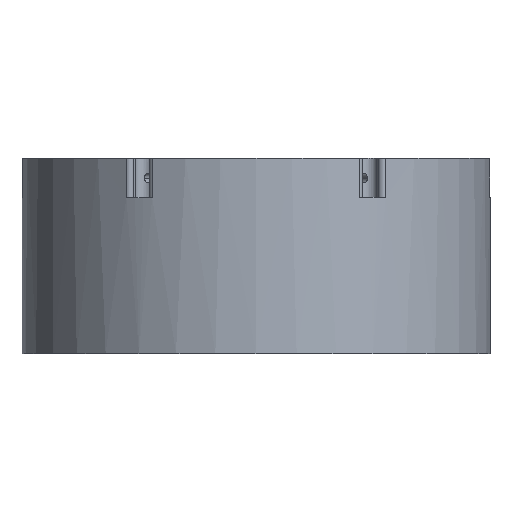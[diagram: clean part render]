
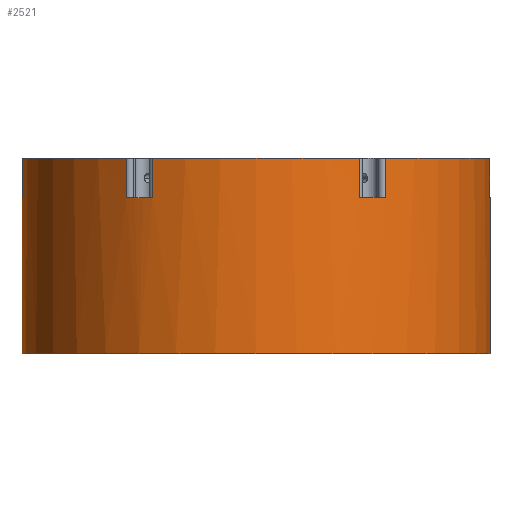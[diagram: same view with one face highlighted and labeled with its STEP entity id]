
A CAD part, front view. The second image highlights one B-rep face of the part: STEP entity #2521.
In plain terms, the highlighted cylindrical face has radius 76.2 mm (diameter 152.4 mm), a partial arc.
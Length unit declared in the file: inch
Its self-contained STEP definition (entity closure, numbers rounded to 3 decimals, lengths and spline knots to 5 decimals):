
#13 = VERTEX_POINT ( 'NONE', #130 ) ;
#23 = VERTEX_POINT ( 'NONE', #1382 ) ;
#56 = ORIENTED_EDGE ( 'NONE', *, *, #428, .T. ) ;
#72 = DIRECTION ( 'NONE',  ( -1., 0., 0. ) ) ;
#85 = CARTESIAN_POINT ( 'NONE',  ( 1.66278, -2.49703, -1.815 ) ) ;
#130 = CARTESIAN_POINT ( 'NONE',  ( -1.33111, -2.68852, 0. ) ) ;
#166 = VERTEX_POINT ( 'NONE', #1949 ) ;
#238 = CARTESIAN_POINT ( 'NONE',  ( 0., 0., -0.5 ) ) ;
#258 = EDGE_CURVE ( 'NONE', #2347, #4529, #5021, .T. ) ;
#277 = VERTEX_POINT ( 'NONE', #2539 ) ;
#317 = EDGE_CURVE ( 'NONE', #277, #2347, #3757, .T. ) ;
#355 = DIRECTION ( 'NONE',  ( 0., 0., -1. ) ) ;
#403 = CARTESIAN_POINT ( 'NONE',  ( 0., 0., -0.5 ) ) ;
#428 = EDGE_CURVE ( 'NONE', #4465, #3177, #3086, .T. ) ;
#514 = ORIENTED_EDGE ( 'NONE', *, *, #5408, .T. ) ;
#526 = DIRECTION ( 'NONE',  ( 0., 0., -1. ) ) ;
#689 = ORIENTED_EDGE ( 'NONE', *, *, #819, .T. ) ;
#774 = EDGE_CURVE ( 'NONE', #3177, #13, #5109, .T. ) ;
#819 = EDGE_CURVE ( 'NONE', #1295, #3946, #1807, .T. ) ;
#842 = DIRECTION ( 'NONE',  ( 0., 0., -1. ) ) ;
#918 = ORIENTED_EDGE ( 'NONE', *, *, #1900, .F. ) ;
#957 = CARTESIAN_POINT ( 'NONE',  ( 0., 0., -1.815 ) ) ;
#959 = CARTESIAN_POINT ( 'NONE',  ( -3., 0., -1.815 ) ) ;
#974 = DIRECTION ( 'NONE',  ( 0., 0., 1. ) ) ;
#997 = EDGE_LOOP ( 'NONE', ( #1625, #4255, #689, #514, #5190, #1537, #56, #2104, #4446, #4733, #2295, #1652, #1550, #918, #2605, #5445 ) ) ;
#1034 = DIRECTION ( 'NONE',  ( 0., 0., 1. ) ) ;
#1049 = LINE ( 'NONE', #1873, #2155 ) ;
#1094 = AXIS2_PLACEMENT_3D ( 'NONE', #403, #4710, #5080 ) ;
#1200 = DIRECTION ( 'NONE',  ( -1., 0., 0. ) ) ;
#1208 = CARTESIAN_POINT ( 'NONE',  ( 0., 0., -2.5 ) ) ;
#1260 = CARTESIAN_POINT ( 'NONE',  ( 2.99388, -0.19149, 0. ) ) ;
#1295 = VERTEX_POINT ( 'NONE', #1703 ) ;
#1337 = VERTEX_POINT ( 'NONE', #2281 ) ;
#1338 = EDGE_CURVE ( 'NONE', #4465, #23, #1851, .T. ) ;
#1366 = AXIS2_PLACEMENT_3D ( 'NONE', #1208, #842, #4613 ) ;
#1382 = CARTESIAN_POINT ( 'NONE',  ( 1.66278, -2.49703, -0.5 ) ) ;
#1439 = CARTESIAN_POINT ( 'NONE',  ( 1.33111, -2.68852, -0.5 ) ) ;
#1448 = CARTESIAN_POINT ( 'NONE',  ( -2.99388, -0.19149, -0.5 ) ) ;
#1478 = DIRECTION ( 'NONE',  ( 0., 0., -1. ) ) ;
#1537 = ORIENTED_EDGE ( 'NONE', *, *, #1338, .F. ) ;
#1550 = ORIENTED_EDGE ( 'NONE', *, *, #3316, .T. ) ;
#1618 = CARTESIAN_POINT ( 'NONE',  ( 3., 0., -2.5 ) ) ;
#1625 = ORIENTED_EDGE ( 'NONE', *, *, #317, .F. ) ;
#1652 = ORIENTED_EDGE ( 'NONE', *, *, #4804, .T. ) ;
#1674 = AXIS2_PLACEMENT_3D ( 'NONE', #3942, #1886, #72 ) ;
#1703 = CARTESIAN_POINT ( 'NONE',  ( 2.99388, -0.19149, -0.5 ) ) ;
#1718 = VECTOR ( 'NONE', #526, 39.37008 ) ;
#1807 = LINE ( 'NONE', #1834, #2875 ) ;
#1815 = LINE ( 'NONE', #959, #1718 ) ;
#1834 = CARTESIAN_POINT ( 'NONE',  ( 2.99388, -0.19149, -1.815 ) ) ;
#1851 = CIRCLE ( 'NONE', #1674, 3. ) ;
#1873 = CARTESIAN_POINT ( 'NONE',  ( -1.33111, -2.68852, -1.815 ) ) ;
#1886 = DIRECTION ( 'NONE',  ( 0., 0., 1. ) ) ;
#1900 = EDGE_CURVE ( 'NONE', #2010, #2572, #4266, .T. ) ;
#1949 = CARTESIAN_POINT ( 'NONE',  ( -1.66278, -2.49703, 0. ) ) ;
#2010 = VERTEX_POINT ( 'NONE', #4895 ) ;
#2085 = VERTEX_POINT ( 'NONE', #3352 ) ;
#2099 = DIRECTION ( 'NONE',  ( -1., 0., 0. ) ) ;
#2104 = ORIENTED_EDGE ( 'NONE', *, *, #774, .T. ) ;
#2130 = LINE ( 'NONE', #5174, #4853 ) ;
#2155 = VECTOR ( 'NONE', #3605, 39.37008 ) ;
#2196 = CARTESIAN_POINT ( 'NONE',  ( 0., 0., -0.5 ) ) ;
#2206 = DIRECTION ( 'NONE',  ( -1., 0., 0. ) ) ;
#2243 = DIRECTION ( 'NONE',  ( 0., 0., -1. ) ) ;
#2254 = CARTESIAN_POINT ( 'NONE',  ( -2.99388, -0.19149, 0. ) ) ;
#2281 = CARTESIAN_POINT ( 'NONE',  ( -1.66278, -2.49703, -0.5 ) ) ;
#2295 = ORIENTED_EDGE ( 'NONE', *, *, #3012, .T. ) ;
#2347 = VERTEX_POINT ( 'NONE', #1618 ) ;
#2348 = VECTOR ( 'NONE', #3528, 39.37008 ) ;
#2497 = DIRECTION ( 'NONE',  ( 0., 0., -1. ) ) ;
#2521 = ADVANCED_FACE ( 'NONE', ( #4858 ), #4830, .T. ) ;
#2539 = CARTESIAN_POINT ( 'NONE',  ( 3., 0., -0.5 ) ) ;
#2572 = VERTEX_POINT ( 'NONE', #1448 ) ;
#2573 = CARTESIAN_POINT ( 'NONE',  ( 3., 0., -1.815 ) ) ;
#2584 = CARTESIAN_POINT ( 'NONE',  ( 0., 0., 0. ) ) ;
#2605 = ORIENTED_EDGE ( 'NONE', *, *, #3799, .T. ) ;
#2643 = VERTEX_POINT ( 'NONE', #2254 ) ;
#2677 = DIRECTION ( 'NONE',  ( 0., 0., -1. ) ) ;
#2696 = AXIS2_PLACEMENT_3D ( 'NONE', #5283, #2677, #3934 ) ;
#2739 = CARTESIAN_POINT ( 'NONE',  ( 1.33111, -2.68852, -1.815 ) ) ;
#2875 = VECTOR ( 'NONE', #974, 39.37008 ) ;
#3012 = EDGE_CURVE ( 'NONE', #1337, #166, #3129, .T. ) ;
#3086 = LINE ( 'NONE', #2739, #4117 ) ;
#3129 = LINE ( 'NONE', #4964, #3966 ) ;
#3177 = VERTEX_POINT ( 'NONE', #3411 ) ;
#3187 = EDGE_CURVE ( 'NONE', #1295, #277, #3526, .T. ) ;
#3262 = CIRCLE ( 'NONE', #4407, 3. ) ;
#3316 = EDGE_CURVE ( 'NONE', #2643, #2572, #2130, .T. ) ;
#3333 = CARTESIAN_POINT ( 'NONE',  ( 0., 0., 0. ) ) ;
#3352 = CARTESIAN_POINT ( 'NONE',  ( 1.66278, -2.49703, 0. ) ) ;
#3411 = CARTESIAN_POINT ( 'NONE',  ( 1.33111, -2.68852, 0. ) ) ;
#3500 = EDGE_CURVE ( 'NONE', #13, #4936, #1049, .T. ) ;
#3526 = CIRCLE ( 'NONE', #1094, 3. ) ;
#3528 = DIRECTION ( 'NONE',  ( 0., 0., -1. ) ) ;
#3605 = DIRECTION ( 'NONE',  ( 0., 0., -1. ) ) ;
#3615 = AXIS2_PLACEMENT_3D ( 'NONE', #957, #1478, #2206 ) ;
#3757 = LINE ( 'NONE', #2573, #5216 ) ;
#3799 = EDGE_CURVE ( 'NONE', #2010, #4529, #1815, .T. ) ;
#3891 = CIRCLE ( 'NONE', #4598, 3. ) ;
#3920 = EDGE_CURVE ( 'NONE', #1337, #4936, #3262, .T. ) ;
#3933 = LINE ( 'NONE', #85, #2348 ) ;
#3934 = DIRECTION ( 'NONE',  ( -1., 0., 0. ) ) ;
#3942 = CARTESIAN_POINT ( 'NONE',  ( 0., 0., -0.5 ) ) ;
#3946 = VERTEX_POINT ( 'NONE', #1260 ) ;
#3966 = VECTOR ( 'NONE', #4993, 39.37008 ) ;
#3974 = AXIS2_PLACEMENT_3D ( 'NONE', #2584, #4180, #2099 ) ;
#4035 = DIRECTION ( 'NONE',  ( 0., 0., 1. ) ) ;
#4117 = VECTOR ( 'NONE', #1034, 39.37008 ) ;
#4136 = DIRECTION ( 'NONE',  ( 0., 0., 1. ) ) ;
#4180 = DIRECTION ( 'NONE',  ( 0., 0., -1. ) ) ;
#4255 = ORIENTED_EDGE ( 'NONE', *, *, #3187, .F. ) ;
#4266 = CIRCLE ( 'NONE', #4792, 3. ) ;
#4374 = CARTESIAN_POINT ( 'NONE',  ( -1.33111, -2.68852, -0.5 ) ) ;
#4405 = CARTESIAN_POINT ( 'NONE',  ( -3., 0., -2.5 ) ) ;
#4407 = AXIS2_PLACEMENT_3D ( 'NONE', #238, #4136, #5374 ) ;
#4446 = ORIENTED_EDGE ( 'NONE', *, *, #3500, .T. ) ;
#4465 = VERTEX_POINT ( 'NONE', #1439 ) ;
#4529 = VERTEX_POINT ( 'NONE', #4405 ) ;
#4536 = EDGE_CURVE ( 'NONE', #2085, #23, #3933, .T. ) ;
#4593 = CIRCLE ( 'NONE', #3974, 3. ) ;
#4598 = AXIS2_PLACEMENT_3D ( 'NONE', #3333, #2497, #1200 ) ;
#4613 = DIRECTION ( 'NONE',  ( -1., 0., 0. ) ) ;
#4710 = DIRECTION ( 'NONE',  ( 0., 0., 1. ) ) ;
#4733 = ORIENTED_EDGE ( 'NONE', *, *, #3920, .F. ) ;
#4774 = DIRECTION ( 'NONE',  ( -1., 0., 0. ) ) ;
#4792 = AXIS2_PLACEMENT_3D ( 'NONE', #2196, #4035, #4774 ) ;
#4804 = EDGE_CURVE ( 'NONE', #166, #2643, #4593, .T. ) ;
#4830 = CYLINDRICAL_SURFACE ( 'NONE', #3615, 3. ) ;
#4853 = VECTOR ( 'NONE', #2243, 39.37008 ) ;
#4858 = FACE_OUTER_BOUND ( 'NONE', #997, .T. ) ;
#4895 = CARTESIAN_POINT ( 'NONE',  ( -3., 0., -0.5 ) ) ;
#4936 = VERTEX_POINT ( 'NONE', #4374 ) ;
#4964 = CARTESIAN_POINT ( 'NONE',  ( -1.66278, -2.49703, -1.815 ) ) ;
#4993 = DIRECTION ( 'NONE',  ( 0., 0., 1. ) ) ;
#5021 = CIRCLE ( 'NONE', #1366, 3. ) ;
#5080 = DIRECTION ( 'NONE',  ( -1., 0., 0. ) ) ;
#5109 = CIRCLE ( 'NONE', #2696, 3. ) ;
#5174 = CARTESIAN_POINT ( 'NONE',  ( -2.99388, -0.19149, -1.815 ) ) ;
#5190 = ORIENTED_EDGE ( 'NONE', *, *, #4536, .T. ) ;
#5216 = VECTOR ( 'NONE', #355, 39.37008 ) ;
#5283 = CARTESIAN_POINT ( 'NONE',  ( 0., 0., 0. ) ) ;
#5374 = DIRECTION ( 'NONE',  ( 0., 1., 0. ) ) ;
#5408 = EDGE_CURVE ( 'NONE', #3946, #2085, #3891, .T. ) ;
#5445 = ORIENTED_EDGE ( 'NONE', *, *, #258, .F. ) ;
